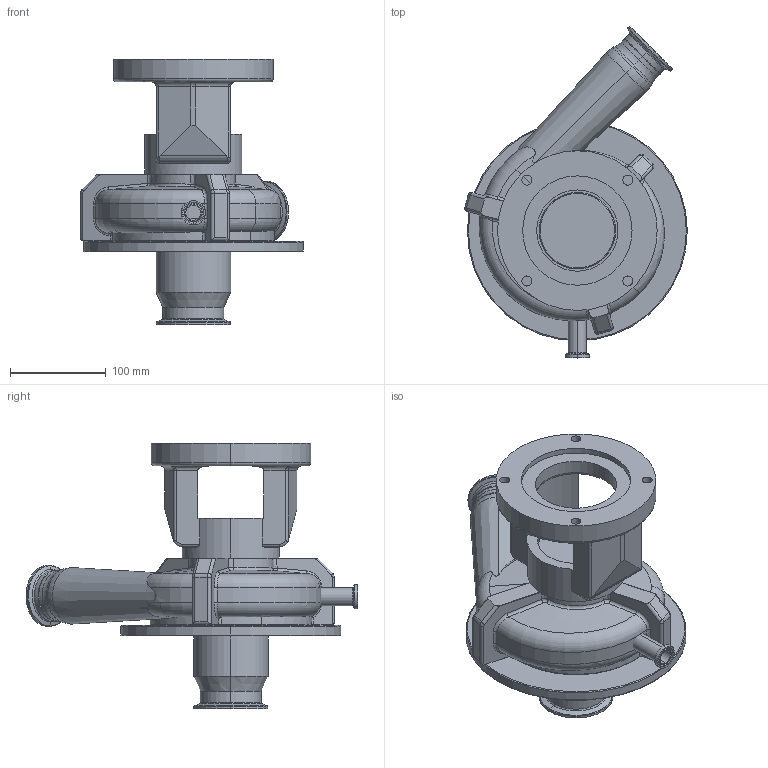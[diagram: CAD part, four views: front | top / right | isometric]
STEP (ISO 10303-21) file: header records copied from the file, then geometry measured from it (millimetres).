
FILE_DESCRIPTION (( 'STEP AP214' ), '1' );
FILE_NAME ('FPR 3521-3522 56-140TC 45L 3-4 In STRAIGHT DRAIN.STEP', '2022-12-19T17:35:32', ( '' ), ( '' ), 'SwSTEP 2.0', 'SolidWorks 2021', '' );
FILE_SCHEMA (( 'AUTOMOTIVE_DESIGN' ));
Length unit declared in the file: millimetre
Products named in the file (7): 1605000009.STEP; 1275000012_1623000096.STEP; FPR 3521-3522 56-140TC 45L 3-4 In STRAIGHT DRAIN; 1605000087_Straight.STEP; 1570000044.STEP; 1275000015.STEP; 1275000016.STEP
Assembly tree (6 placements, depth 2):
  FPR 3521-3522 56-140TC 45L 3-4 In STRAIGHT DRAIN
    1275000016.STEP
    1275000015.STEP
    1275000012_1623000096.STEP
    1605000009.STEP
    1605000087_Straight.STEP
    1570000044.STEP
Bounding box: 232.81 x 347.25 x 277.5 mm (x, y, z)
Volume: 3397229.8 mm3; surface area: 503427.3 mm2
Topology: 6 solids, 6 shells, 398 faces, 936 edges, 555 vertices
Faces by surface type: cylinder 137, torus 93, plane 64, bspline 54, cone 44, sphere 6
Entity records: 27294 total; most frequent: CARTESIAN_POINT 18270, ORIENTED_EDGE 1864, DIRECTION 1802, EDGE_CURVE 932, AXIS2_PLACEMENT_3D 769, VERTEX_POINT 555, EDGE_LOOP 429, CIRCLE 416
